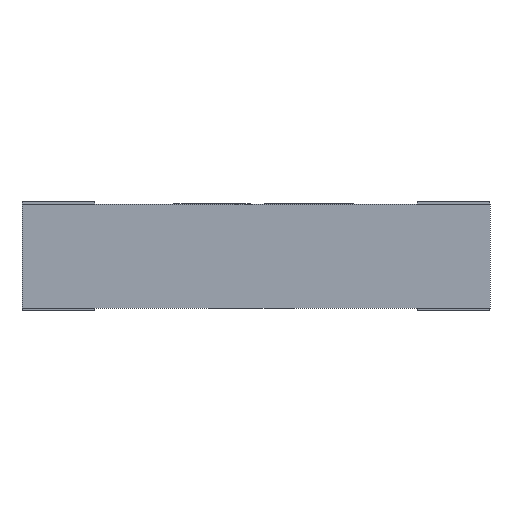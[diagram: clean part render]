
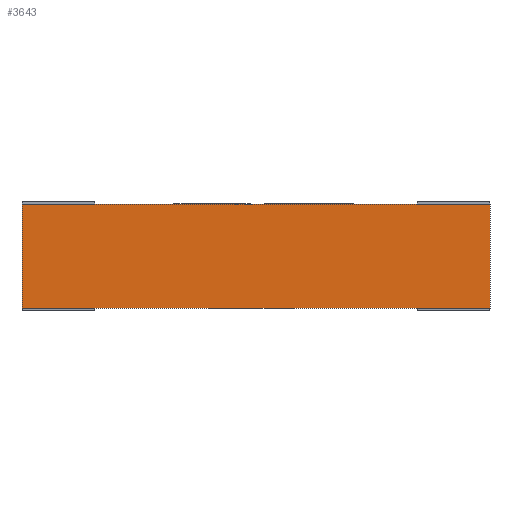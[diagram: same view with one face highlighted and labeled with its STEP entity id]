
A CAD part, front view. The second image highlights one B-rep face of the part: STEP entity #3643.
In plain terms, the highlighted planar face has unit normal (0, -1, 0).
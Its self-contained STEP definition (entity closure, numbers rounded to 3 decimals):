
#1959 = DIRECTION ( 'NONE',  ( 1., 0., 0. ) ) ;
#2379 = ORIENTED_EDGE ( 'NONE', *, *, #8875, .F. ) ;
#3185 = VERTEX_POINT ( 'NONE', #7650 ) ;
#3643 = ADVANCED_FACE ( 'NONE', ( #8394 ), #5970, .F. ) ;
#3867 = CARTESIAN_POINT ( 'NONE',  ( 2.25, -1.6, 1.02 ) ) ;
#4315 = VECTOR ( 'NONE', #1959, 1000. ) ;
#4477 = DIRECTION ( 'NONE',  ( 1., 0., 0. ) ) ;
#4535 = LINE ( 'NONE', #6963, #14795 ) ;
#5389 = EDGE_CURVE ( 'NONE', #13582, #6528, #4535, .T. ) ;
#5786 = LINE ( 'NONE', #14829, #4315 ) ;
#5970 = PLANE ( 'NONE',  #7604 ) ;
#6528 = VERTEX_POINT ( 'NONE', #9936 ) ;
#6852 = ORIENTED_EDGE ( 'NONE', *, *, #5389, .F. ) ;
#6963 = CARTESIAN_POINT ( 'NONE',  ( 2.25, -1.6, 1.02 ) ) ;
#7217 = EDGE_LOOP ( 'NONE', ( #7748, #6852, #2379, #12959 ) ) ;
#7604 = AXIS2_PLACEMENT_3D ( 'NONE', #9861, #8704, #10017 ) ;
#7650 = CARTESIAN_POINT ( 'NONE',  ( -2.25, -1.6, 1.02 ) ) ;
#7748 = ORIENTED_EDGE ( 'NONE', *, *, #8939, .T. ) ;
#8208 = CARTESIAN_POINT ( 'NONE',  ( -2.25, -1.6, 0.02 ) ) ;
#8394 = FACE_OUTER_BOUND ( 'NONE', #7217, .T. ) ;
#8442 = EDGE_CURVE ( 'NONE', #3185, #8699, #14101, .T. ) ;
#8699 = VERTEX_POINT ( 'NONE', #8208 ) ;
#8704 = DIRECTION ( 'NONE',  ( 0., 1., 0. ) ) ;
#8875 = EDGE_CURVE ( 'NONE', #3185, #13582, #14894, .T. ) ;
#8939 = EDGE_CURVE ( 'NONE', #8699, #6528, #5786, .T. ) ;
#9531 = DIRECTION ( 'NONE',  ( 0., 0., -1. ) ) ;
#9861 = CARTESIAN_POINT ( 'NONE',  ( -2.25, -1.6, 1.02 ) ) ;
#9936 = CARTESIAN_POINT ( 'NONE',  ( 2.25, -1.6, 0.02 ) ) ;
#10017 = DIRECTION ( 'NONE',  ( 0., 0., 1. ) ) ;
#10141 = CARTESIAN_POINT ( 'NONE',  ( -2.25, -1.6, 1.02 ) ) ;
#11837 = CARTESIAN_POINT ( 'NONE',  ( -2.25, -1.6, 1.02 ) ) ;
#12077 = VECTOR ( 'NONE', #9531, 1000. ) ;
#12693 = DIRECTION ( 'NONE',  ( 0., 0., -1. ) ) ;
#12851 = VECTOR ( 'NONE', #4477, 1000. ) ;
#12959 = ORIENTED_EDGE ( 'NONE', *, *, #8442, .T. ) ;
#13582 = VERTEX_POINT ( 'NONE', #3867 ) ;
#14101 = LINE ( 'NONE', #11837, #12077 ) ;
#14795 = VECTOR ( 'NONE', #12693, 1000. ) ;
#14829 = CARTESIAN_POINT ( 'NONE',  ( -2.25, -1.6, 0.02 ) ) ;
#14894 = LINE ( 'NONE', #10141, #12851 ) ;
